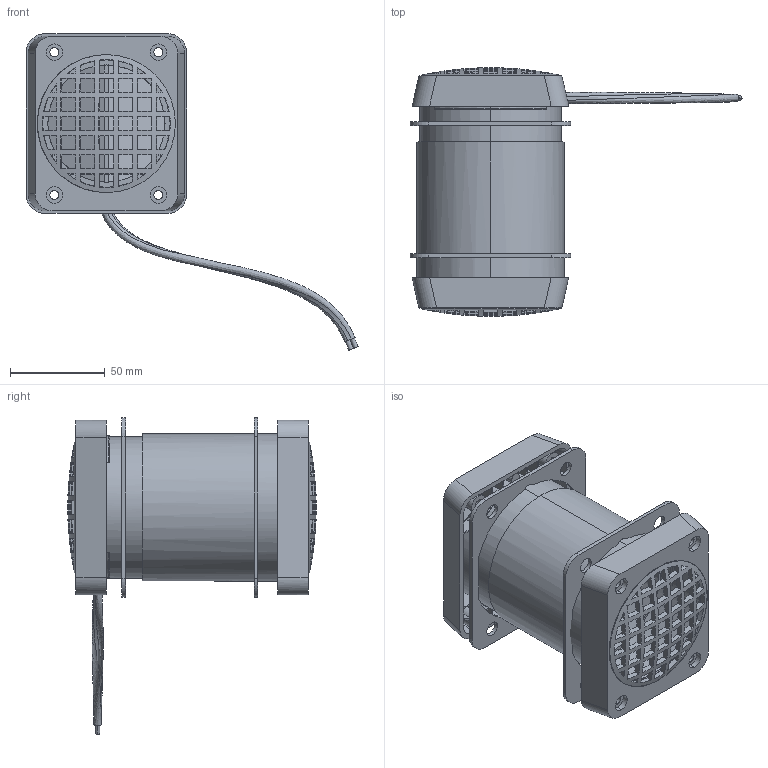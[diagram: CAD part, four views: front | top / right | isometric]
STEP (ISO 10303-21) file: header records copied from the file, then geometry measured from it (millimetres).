
FILE_DESCRIPTION (( 'STEP AP214' ), '1' );
FILE_NAME ('2722 Pressure Release Vent 93mm x 83mm Powered.STEP', '2022-11-21T00:38:32', ( '' ), ( '' ), 'SwSTEP 2.0', 'SolidWorks 2022', '' );
FILE_SCHEMA (( 'AUTOMOTIVE_DESIGN' ));
Length unit declared in the file: millimetre
Products named in the file (4): 2722 Gasket; 2722 Pressure Release Vent 93mm x 83mm  Powered face plate; 2722 Pressure Release Vent 93mm x 83mm Non Powered face plate; 2722 Pressure Release Vent 93mm x 83mm  Powered
Assembly tree (4 placements, depth 2):
  2722 Pressure Release Vent 93mm x 83mm  Powered
    2722 Pressure Release Vent 93mm x 83mm  Powered face plate
    2722 Pressure Release Vent 93mm x 83mm Non Powered face plate
    2722 Gasket  x2
Bounding box: 175.55 x 131.44 x 167.35 mm (x, y, z)
Volume: 11365.4 mm3; surface area: 192887.1 mm2
Topology: 2 solids, 9 shells, 886 faces, 2599 edges, 1731 vertices
Faces by surface type: plane 628, cylinder 186, cone 49, sphere 10, torus 7, bspline 6
Entity records: 30430 total; most frequent: CARTESIAN_POINT 6367, DIRECTION 5129, ORIENTED_EDGE 4974, EDGE_CURVE 2495, AXIS2_PLACEMENT_3D 1986, VERTEX_POINT 1663, VECTOR 1157, LINE 1157
